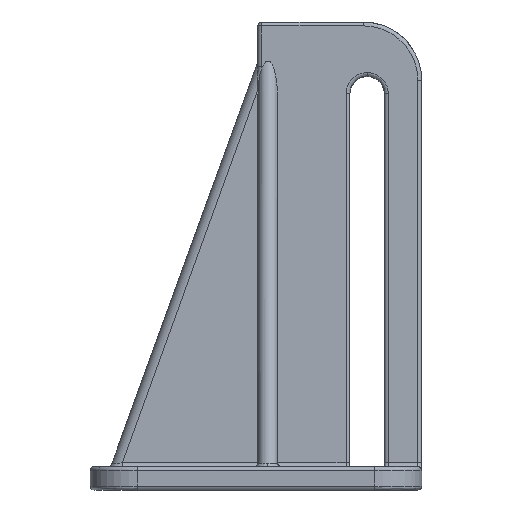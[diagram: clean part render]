
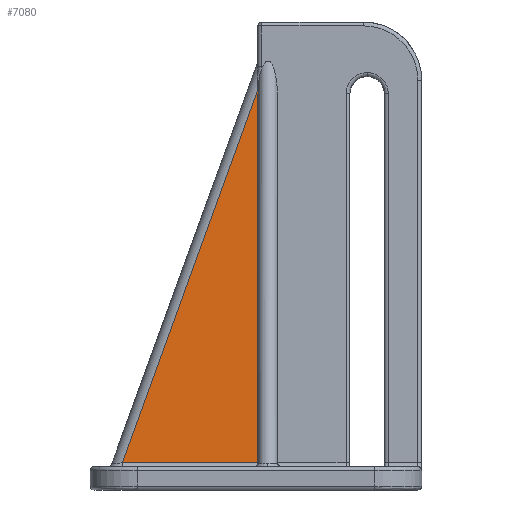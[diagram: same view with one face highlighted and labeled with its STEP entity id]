
A CAD part, left-side view. The second image highlights one B-rep face of the part: STEP entity #7080.
In plain terms, the highlighted planar face has unit normal (-1, 0, 0.018).
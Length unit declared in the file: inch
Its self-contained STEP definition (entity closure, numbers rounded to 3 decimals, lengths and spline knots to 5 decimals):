
#156 = CARTESIAN_POINT ( 'NONE',  ( -1.88909, -1.67323, 0.2749 ) ) ;
#312 = EDGE_CURVE ( 'NONE', #3074, #2075, #7514, .T. ) ;
#350 = EDGE_CURVE ( 'NONE', #5846, #2378, #472, .T. ) ;
#439 = ORIENTED_EDGE ( 'NONE', *, *, #2602, .T. ) ;
#446 = DIRECTION ( 'NONE',  ( -1., 0., 0.017 ) ) ;
#472 =( BOUNDED_CURVE ( )  B_SPLINE_CURVE ( 3, ( #539, #2618, #1312, #5380 ),
 .UNSPECIFIED., .F., .T. ) 
 B_SPLINE_CURVE_WITH_KNOTS ( ( 4, 4 ),
 ( 1.55334, 1.5708 ),
 .UNSPECIFIED. ) 
 CURVE ( )  GEOMETRIC_REPRESENTATION_ITEM ( )  RATIONAL_B_SPLINE_CURVE ( ( 1., 1., 1., 1. ) ) 
 REPRESENTATION_ITEM ( '' )  );
#539 = CARTESIAN_POINT ( 'NONE',  ( -1.88909, -0.01968, 0.2749 ) ) ;
#629 = DIRECTION ( 'NONE',  ( -0.017, 0.216, -0.976 ) ) ;
#865 = CARTESIAN_POINT ( 'NONE',  ( -1.88909, -0.01968, 0.2749 ) ) ;
#949 = CARTESIAN_POINT ( 'NONE',  ( -1.82395, -0.01969, 4.00667 ) ) ;
#1159 = VERTEX_POINT ( 'NONE', #5382 ) ;
#1253 = ORIENTED_EDGE ( 'NONE', *, *, #350, .T. ) ;
#1263 = PLANE ( 'NONE',  #5665 ) ;
#1292 = EDGE_LOOP ( 'NONE', ( #3848, #4195, #1940, #7112, #439, #1253 ) ) ;
#1312 = CARTESIAN_POINT ( 'NONE',  ( -1.88908, -0.01969, 0.27536 ) ) ;
#1402 = CARTESIAN_POINT ( 'NONE',  ( -1.82318, -0.0215, 4.05059 ) ) ;
#1428 = LINE ( 'NONE', #156, #6747 ) ;
#1619 = CARTESIAN_POINT ( 'NONE',  ( -1.88909, 1.34863, 0.2749 ) ) ;
#1890 = FACE_OUTER_BOUND ( 'NONE', #1292, .T. ) ;
#1940 = ORIENTED_EDGE ( 'NONE', *, *, #312, .T. ) ;
#2048 = EDGE_CURVE ( 'NONE', #8714, #2075, #6039, .T. ) ;
#2075 = VERTEX_POINT ( 'NONE', #6084 ) ;
#2378 = VERTEX_POINT ( 'NONE', #2955 ) ;
#2477 = EDGE_CURVE ( 'NONE', #2378, #1159, #8133, .T. ) ;
#2601 = CARTESIAN_POINT ( 'NONE',  ( -1.88976, -0.01969, 0.23622 ) ) ;
#2602 = EDGE_CURVE ( 'NONE', #8714, #5846, #1428, .T. ) ;
#2618 = CARTESIAN_POINT ( 'NONE',  ( -1.88908, -0.01968, 0.27513 ) ) ;
#2955 = CARTESIAN_POINT ( 'NONE',  ( -1.88908, -0.01969, 0.27559 ) ) ;
#3023 = CARTESIAN_POINT ( 'NONE',  ( -1.82318, -0.0215, 4.05059 ) ) ;
#3074 = VERTEX_POINT ( 'NONE', #7519 ) ;
#3848 = ORIENTED_EDGE ( 'NONE', *, *, #2477, .T. ) ;
#4070 =( BOUNDED_CURVE ( )  B_SPLINE_CURVE ( 3, ( #3023, #5805, #949, #8564 ),
 .UNSPECIFIED., .F., .T. ) 
 B_SPLINE_CURVE_WITH_KNOTS ( ( 4, 4 ),
 ( 4.52023, 4.71239 ),
 .UNSPECIFIED. ) 
 CURVE ( )  GEOMETRIC_REPRESENTATION_ITEM ( )  RATIONAL_B_SPLINE_CURVE ( ( 1., 0.997, 0.997, 1. ) ) 
 REPRESENTATION_ITEM ( '' )  );
#4195 = ORIENTED_EDGE ( 'NONE', *, *, #5882, .F. ) ;
#4558 = CARTESIAN_POINT ( 'NONE',  ( -1.88976, -1.67323, 0.23622 ) ) ;
#4578 = CARTESIAN_POINT ( 'NONE',  ( -1.87277, 1.00899, 1.21008 ) ) ;
#5329 = DIRECTION ( 'NONE',  ( 0.017, 0., 1. ) ) ;
#5380 = CARTESIAN_POINT ( 'NONE',  ( -1.88908, -0.01969, 0.27559 ) ) ;
#5382 = CARTESIAN_POINT ( 'NONE',  ( -1.82434, -0.01969, 3.98446 ) ) ;
#5665 = AXIS2_PLACEMENT_3D ( 'NONE', #4558, #446, #5329 ) ;
#5805 = CARTESIAN_POINT ( 'NONE',  ( -1.82356, -0.02029, 4.02878 ) ) ;
#5846 = VERTEX_POINT ( 'NONE', #865 ) ;
#5882 = EDGE_CURVE ( 'NONE', #3074, #1159, #4070, .T. ) ;
#6039 = LINE ( 'NONE', #4578, #6600 ) ;
#6084 = CARTESIAN_POINT ( 'NONE',  ( -1.82333, -0.01969, 4.04239 ) ) ;
#6600 = VECTOR ( 'NONE', #8796, 39.37008 ) ;
#6746 = VECTOR ( 'NONE', #629, 39.37008 ) ;
#6747 = VECTOR ( 'NONE', #6958, 39.37008 ) ;
#6782 = DIRECTION ( 'NONE',  ( 0.017, 0., 1. ) ) ;
#6900 = VECTOR ( 'NONE', #6782, 39.37008 ) ;
#6958 = DIRECTION ( 'NONE',  ( 0., -1., 0. ) ) ;
#7080 = ADVANCED_FACE ( 'NONE', ( #1890 ), #1263, .T. ) ;
#7112 = ORIENTED_EDGE ( 'NONE', *, *, #2048, .F. ) ;
#7514 = LINE ( 'NONE', #1402, #6746 ) ;
#7519 = CARTESIAN_POINT ( 'NONE',  ( -1.82318, -0.0215, 4.05059 ) ) ;
#8133 = LINE ( 'NONE', #2601, #6900 ) ;
#8564 = CARTESIAN_POINT ( 'NONE',  ( -1.82434, -0.01969, 3.98446 ) ) ;
#8714 = VERTEX_POINT ( 'NONE', #1619 ) ;
#8796 = DIRECTION ( 'NONE',  ( 0.016, -0.341, 0.94 ) ) ;
